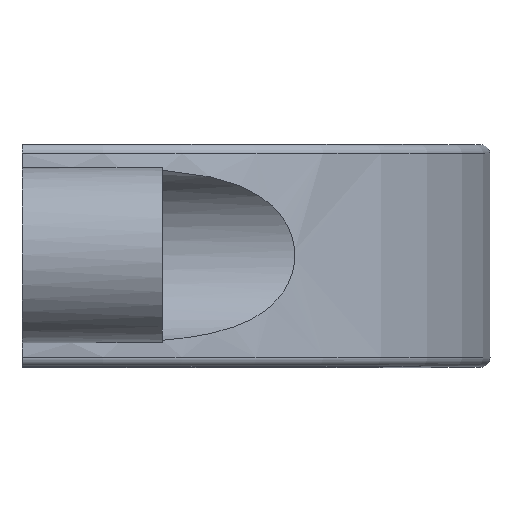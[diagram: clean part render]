
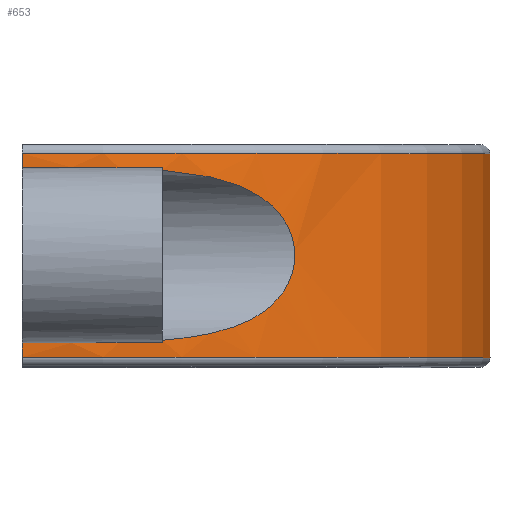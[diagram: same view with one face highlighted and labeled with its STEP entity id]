
A CAD part, top view. The second image highlights one B-rep face of the part: STEP entity #653.
In plain terms, the highlighted cylindrical face has radius 1290.32 mm (diameter 2580.64 mm), a partial arc.
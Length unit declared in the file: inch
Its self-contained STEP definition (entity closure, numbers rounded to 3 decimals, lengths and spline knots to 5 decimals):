
#127=CARTESIAN_POINT('',(0.,-11.065,0.));
#128=DIRECTION('',(0.,1.,0.));
#129=DIRECTION('',(0.,0.,1.));
#130=AXIS2_PLACEMENT_3D('',#127,#128,#129);
#172=DIRECTION('',(0.,1.,0.));
#173=VECTOR('',#172,1.54);
#174=CARTESIAN_POINT('',(0.,-11.065,
-50.8));
#175=LINE('',#174,#173);
#181=DIRECTION('',(0.,1.,0.));
#182=VECTOR('',#181,1.54);
#183=CARTESIAN_POINT('',(0.,9.525,-50.8));
#184=LINE('',#183,#182);
#247=CARTESIAN_POINT('',(0.,9.525,-50.8));
#248=CARTESIAN_POINT('',(1.34967,9.525,-50.8));
#249=CARTESIAN_POINT('',(4.03583,9.52591,-50.69339));
#250=CARTESIAN_POINT('',(8.05713,9.5137,-50.21037));
#251=CARTESIAN_POINT('',(11.87541,9.44111,-49.43956));
#252=CARTESIAN_POINT('',(14.16225,9.3192,-48.79929));
#253=CARTESIAN_POINT('',(15.25,9.23232,-48.45697));
#255=CARTESIAN_POINT('',(15.25,-9.23232,-48.45697));
#256=CARTESIAN_POINT('',(14.16225,-9.3192,-48.79929));
#257=CARTESIAN_POINT('',(11.87541,-9.44111,-49.43955));
#258=CARTESIAN_POINT('',(8.05714,-9.5137,-50.21037));
#259=CARTESIAN_POINT('',(4.03585,-9.52591,-50.69339));
#260=CARTESIAN_POINT('',(1.34968,-9.525,-50.8));
#261=CARTESIAN_POINT('',(0.,-9.525,-50.8));
#263=DIRECTION('',(0.,1.,0.));
#264=VECTOR('',#263,1.54);
#265=CARTESIAN_POINT('',(0.,-11.065,50.8));
#266=LINE('',#265,#264);
#267=CARTESIAN_POINT('',(0.,-9.525,50.8));
#268=CARTESIAN_POINT('',(1.34967,-9.525,50.8));
#269=CARTESIAN_POINT('',(4.03583,-9.52591,50.69339));
#270=CARTESIAN_POINT('',(8.05719,-9.5137,50.21036));
#271=CARTESIAN_POINT('',(11.87539,-9.44111,49.43956));
#272=CARTESIAN_POINT('',(14.16224,-9.3192,48.7993));
#273=CARTESIAN_POINT('',(15.25,-9.23232,48.45697));
#275=CARTESIAN_POINT('',(15.25,9.23232,48.45697));
#276=CARTESIAN_POINT('',(14.16224,9.3192,48.7993));
#277=CARTESIAN_POINT('',(11.87539,9.44111,49.43956));
#278=CARTESIAN_POINT('',(8.0572,9.5137,50.21036));
#279=CARTESIAN_POINT('',(4.03584,9.52591,50.69339));
#280=CARTESIAN_POINT('',(1.34968,9.525,50.8));
#281=CARTESIAN_POINT('',(0.,9.525,50.8));
#283=DIRECTION('',(0.,1.,0.));
#284=VECTOR('',#283,1.54);
#285=CARTESIAN_POINT('',(0.,9.525,50.8));
#286=LINE('',#285,#284);
#292=CARTESIAN_POINT('',(0.,11.065,0.));
#293=DIRECTION('',(0.,-1.,0.));
#294=DIRECTION('',(0.,0.,-1.));
#295=AXIS2_PLACEMENT_3D('',#292,#293,#294);
#334=CARTESIAN_POINT('',(15.25,-9.23232,-48.45697));
#335=CARTESIAN_POINT('',(16.38083,-9.14201,-48.10108));
#336=CARTESIAN_POINT('',(18.48938,-8.90702,-47.35066));
#337=CARTESIAN_POINT('',(21.20205,-8.37026,-46.19124));
#338=CARTESIAN_POINT('',(23.49944,-7.64131,-45.05859));
#339=CARTESIAN_POINT('',(25.40145,-6.72709,-44.00796));
#340=CARTESIAN_POINT('',(26.92543,-5.64897,-43.08699));
#341=CARTESIAN_POINT('',(28.08644,-4.44195,-42.33494));
#342=CARTESIAN_POINT('',(28.89519,-3.16994,-41.78403));
#343=CARTESIAN_POINT('',(29.39026,-1.89491,-41.43562));
#344=CARTESIAN_POINT('',(29.62421,-0.63062,
-41.268));
#345=CARTESIAN_POINT('',(29.62424,0.63024,-41.26798));
#346=CARTESIAN_POINT('',(29.39042,1.89431,-41.43551));
#347=CARTESIAN_POINT('',(28.89552,3.16932,-41.7838));
#348=CARTESIAN_POINT('',(28.0866,4.4418,-42.33484));
#349=CARTESIAN_POINT('',(26.92532,5.64907,-43.08706));
#350=CARTESIAN_POINT('',(25.40122,6.72722,-44.00809));
#351=CARTESIAN_POINT('',(23.49925,7.64138,-45.05869));
#352=CARTESIAN_POINT('',(21.20198,8.37028,-46.19128));
#353=CARTESIAN_POINT('',(18.48936,8.90702,-47.35066));
#354=CARTESIAN_POINT('',(16.38083,9.14201,-48.10108));
#355=CARTESIAN_POINT('',(15.25,9.23232,-48.45697));
#367=CARTESIAN_POINT('',(15.25,9.23232,48.45697));
#368=CARTESIAN_POINT('',(16.37196,9.14271,48.10387));
#369=CARTESIAN_POINT('',(18.46648,8.90991,47.35921));
#370=CARTESIAN_POINT('',(21.16858,8.37826,46.20646));
#371=CARTESIAN_POINT('',(23.46527,7.65451,45.07645));
#372=CARTESIAN_POINT('',(25.37325,6.74363,44.02435));
#373=CARTESIAN_POINT('',(26.90495,5.66667,43.09988));
#374=CARTESIAN_POINT('',(28.07274,4.45961,42.34409));
#375=CARTESIAN_POINT('',(28.88729,3.18592,41.78952));
#376=CARTESIAN_POINT('',(29.38624,1.90941,41.43849));
#377=CARTESIAN_POINT('',(29.62307,0.64391,41.26883));
#378=CARTESIAN_POINT('',(29.6254,-0.61828,41.26714));
#379=CARTESIAN_POINT('',(29.39349,-1.88372,41.43333));
#380=CARTESIAN_POINT('',(28.90029,-3.16002,41.78049));
#381=CARTESIAN_POINT('',(28.09284,-4.434,42.33068));
#382=CARTESIAN_POINT('',(26.93242,-5.64314,43.08262));
#383=CARTESIAN_POINT('',(25.40849,-6.7231,44.00391));
#384=CARTESIAN_POINT('',(23.50595,-7.63886,45.05522));
#385=CARTESIAN_POINT('',(21.20736,-8.36902,46.18884));
#386=CARTESIAN_POINT('',(18.49259,-8.90662,47.34946));
#387=CARTESIAN_POINT('',(16.38202,-9.14191,48.10071));
#388=CARTESIAN_POINT('',(15.25,-9.23232,48.45697));
#398=CARTESIAN_POINT('',(0.,9.525,-50.8));
#399=CARTESIAN_POINT('',(0.,-9.525,-50.8));
#400=VERTEX_POINT('',#398);
#401=VERTEX_POINT('',#399);
#402=CARTESIAN_POINT('',(0.,-9.525,50.8));
#403=CARTESIAN_POINT('',(0.,9.525,50.8));
#404=VERTEX_POINT('',#402);
#405=VERTEX_POINT('',#403);
#406=VERTEX_POINT('',#255);
#407=VERTEX_POINT('',#253);
#408=VERTEX_POINT('',#273);
#409=VERTEX_POINT('',#275);
#427=CARTESIAN_POINT('',(0.,11.065,-50.8));
#429=VERTEX_POINT('',#427);
#430=CARTESIAN_POINT('',(0.,11.065,50.8));
#432=VERTEX_POINT('',#430);
#443=CARTESIAN_POINT('',(0.,-11.065,
50.8));
#445=VERTEX_POINT('',#443);
#446=CARTESIAN_POINT('',(0.,-11.065,-50.8));
#448=VERTEX_POINT('',#446);
#629=CARTESIAN_POINT('',(0.,-12.065,0.));
#630=DIRECTION('',(0.,1.,0.));
#631=DIRECTION('',(1.,0.,0.));
#632=AXIS2_PLACEMENT_3D('',#629,#630,#631);
#633=CYLINDRICAL_SURFACE('',#632,50.8);
#635=ORIENTED_EDGE('',*,*,#634,.F.);
#636=ORIENTED_EDGE('',*,*,#510,.F.);
#638=ORIENTED_EDGE('',*,*,#637,.T.);
#640=ORIENTED_EDGE('',*,*,#639,.F.);
#642=ORIENTED_EDGE('',*,*,#641,.T.);
#643=ORIENTED_EDGE('',*,*,#506,.F.);
#644=ORIENTED_EDGE('',*,*,#482,.F.);
#645=ORIENTED_EDGE('',*,*,#532,.T.);
#646=ORIENTED_EDGE('',*,*,#620,.T.);
#648=ORIENTED_EDGE('',*,*,#647,.F.);
#649=ORIENTED_EDGE('',*,*,#623,.T.);
#650=ORIENTED_EDGE('',*,*,#528,.T.);
#651=EDGE_LOOP('',(#635,#636,#638,#640,#642,#643,#644,#645,#646,#648,#649,
#650));
#652=FACE_OUTER_BOUND('',#651,.F.);
#131=CIRCLE('',#130,50.8);
#254=B_SPLINE_CURVE_WITH_KNOTS('',3,(#247,#248,#249,#250,#251,#252,#253),
.UNSPECIFIED.,.F.,.F.,(4,1,1,1,4),(0.,0.25,0.5,0.75,1.),
.UNSPECIFIED.);
#262=B_SPLINE_CURVE_WITH_KNOTS('',3,(#255,#256,#257,#258,#259,#260,#261),
.UNSPECIFIED.,.F.,.F.,(4,1,1,1,4),(0.,0.25,0.5,0.75,1.),
.UNSPECIFIED.);
#274=B_SPLINE_CURVE_WITH_KNOTS('',3,(#267,#268,#269,#270,#271,#272,#273),
.UNSPECIFIED.,.F.,.F.,(4,1,1,1,4),(0.,0.25,0.5,0.75,1.),
.UNSPECIFIED.);
#282=B_SPLINE_CURVE_WITH_KNOTS('',3,(#275,#276,#277,#278,#279,#280,#281),
.UNSPECIFIED.,.F.,.F.,(4,1,1,1,4),(0.,0.25,0.5,0.75,1.),
.UNSPECIFIED.);
#296=CIRCLE('',#295,50.8);
#356=B_SPLINE_CURVE_WITH_KNOTS('',3,(#334,#335,#336,#337,#338,#339,#340,#341,
#342,#343,#344,#345,#346,#347,#348,#349,#350,#351,#352,#353,#354,#355),
.UNSPECIFIED.,.F.,.F.,(4,1,1,1,1,1,1,1,1,1,1,1,1,1,1,1,1,1,1,4),(0.,
0.05263,0.10526,0.15789,0.21053,
0.26316,0.31579,0.36842,0.42105,
0.47368,0.52632,0.57895,0.63158,
0.68421,0.73684,0.78947,0.84211,
0.89474,0.94737,1.),.UNSPECIFIED.);
#389=B_SPLINE_CURVE_WITH_KNOTS('',3,(#367,#368,#369,#370,#371,#372,#373,#374,
#375,#376,#377,#378,#379,#380,#381,#382,#383,#384,#385,#386,#387,#388),
.UNSPECIFIED.,.F.,.F.,(4,1,1,1,1,1,1,1,1,1,1,1,1,1,1,1,1,1,1,4),(0.,
0.05263,0.10526,0.15789,0.21053,
0.26316,0.31579,0.36842,0.42105,
0.47368,0.52632,0.57895,0.63158,
0.68421,0.73684,0.78947,0.84211,
0.89474,0.94737,1.),.UNSPECIFIED.);
#482=EDGE_CURVE('',#445,#448,#131,.T.);
#506=EDGE_CURVE('',#448,#401,#175,.T.);
#510=EDGE_CURVE('',#400,#429,#184,.T.);
#528=EDGE_CURVE('',#405,#432,#286,.T.);
#532=EDGE_CURVE('',#445,#404,#266,.T.);
#620=EDGE_CURVE('',#404,#408,#274,.T.);
#623=EDGE_CURVE('',#409,#405,#282,.T.);
#634=EDGE_CURVE('',#429,#432,#296,.T.);
#637=EDGE_CURVE('',#400,#407,#254,.T.);
#639=EDGE_CURVE('',#406,#407,#356,.T.);
#641=EDGE_CURVE('',#406,#401,#262,.T.);
#647=EDGE_CURVE('',#409,#408,#389,.T.);
#653=ADVANCED_FACE('',(#652),#633,.T.);
